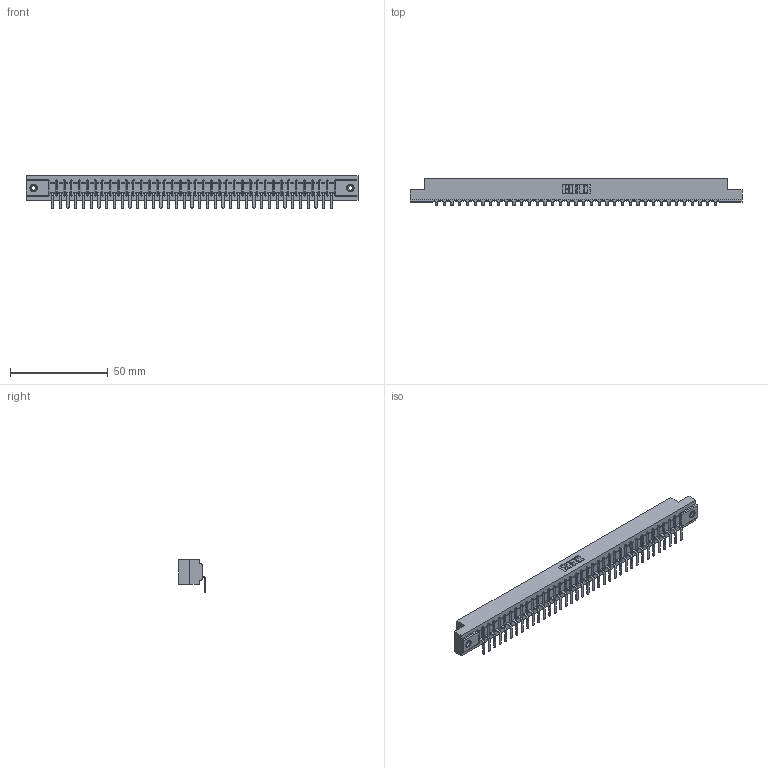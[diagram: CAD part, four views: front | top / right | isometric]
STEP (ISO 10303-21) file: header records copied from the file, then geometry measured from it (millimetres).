
FILE_DESCRIPTION (( 'STEP AP203' ), '1' );
FILE_NAME ('357-037-559-108.STEP', '2022-07-12T20:21:58', ( '' ), ( '' ), 'SwSTEP 2.0', 'SolidWorks 2020', '' );
FILE_SCHEMA (( 'CONFIG_CONTROL_DESIGN' ));
Length unit declared in the file: inch
Products named in the file (4): 307-290-001_558 559 - 1 (Single); 307 Part_.156 Dia Mounting Holes; 357-037-559-108; 345-250-001_345-250-003-102
Assembly tree (40 placements, depth 2):
  357-037-559-108
    307 Part_.156 Dia Mounting Holes
    307-290-001_558 559 - 1 (Single)  x37
    345-250-001_345-250-003-102  x2
Bounding box: 169.62 x 13.7 x 16.8 mm (x, y, z)
Volume: 17593.9 mm3; surface area: 18691.8 mm2
Topology: 40 solids, 40 shells, 2436 faces, 6897 edges, 4438 vertices
Faces by surface type: plane 1545, cylinder 799, sphere 76, cone 12, torus 4
Entity records: 33625 total; most frequent: CARTESIAN_POINT 5643, ORIENTED_EDGE 5622, DIRECTION 5501, EDGE_CURVE 2811, LINE 2153, VECTOR 2153, VERTEX_POINT 1816, AXIS2_PLACEMENT_3D 1674
